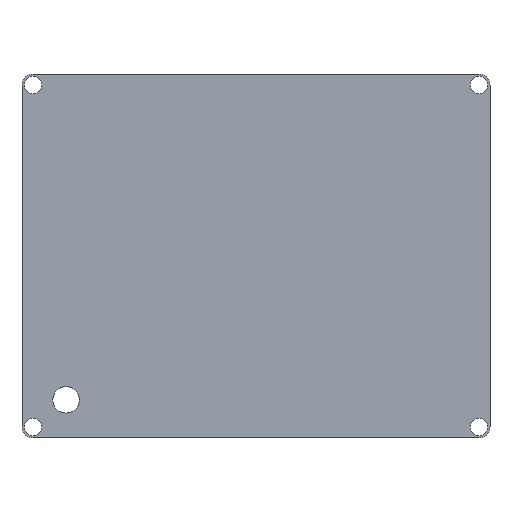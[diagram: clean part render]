
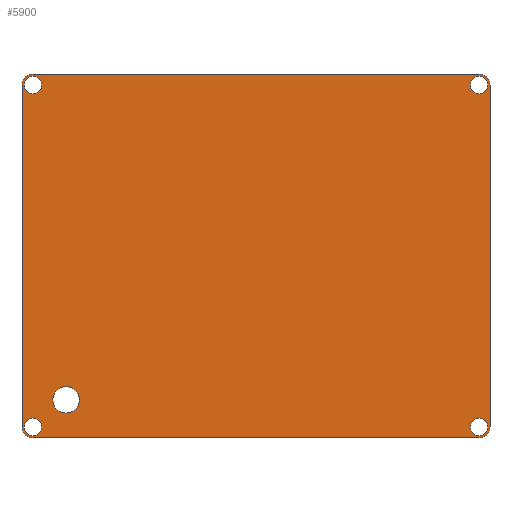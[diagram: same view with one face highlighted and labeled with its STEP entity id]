
A CAD part, front view. The second image highlights one B-rep face of the part: STEP entity #5900.
In plain terms, the highlighted planar face has unit normal (0, -1, 0).
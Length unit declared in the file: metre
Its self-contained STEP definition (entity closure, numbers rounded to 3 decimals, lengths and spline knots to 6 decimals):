
#546=LINE('',#8535,#1097);
#550=LINE('',#8545,#1101);
#553=LINE('',#8553,#1104);
#556=LINE('',#8561,#1107);
#1097=VECTOR('',#6828,1.);
#1101=VECTOR('',#6838,1.);
#1104=VECTOR('',#6847,1.);
#1107=VECTOR('',#6856,1.);
#1833=ORIENTED_EDGE('',*,*,#3643,.T.);
#1834=ORIENTED_EDGE('',*,*,#3644,.T.);
#1835=ORIENTED_EDGE('',*,*,#3645,.T.);
#1836=ORIENTED_EDGE('',*,*,#3646,.T.);
#1837=ORIENTED_EDGE('',*,*,#3647,.T.);
#1838=ORIENTED_EDGE('',*,*,#3627,.T.);
#1839=ORIENTED_EDGE('',*,*,#3642,.F.);
#1840=ORIENTED_EDGE('',*,*,#3640,.F.);
#1841=ORIENTED_EDGE('',*,*,#3638,.F.);
#1842=ORIENTED_EDGE('',*,*,#3636,.F.);
#1843=ORIENTED_EDGE('',*,*,#3634,.F.);
#1844=ORIENTED_EDGE('',*,*,#3632,.T.);
#1845=ORIENTED_EDGE('',*,*,#3630,.F.);
#3627=EDGE_CURVE('',#4540,#4541,#546,.T.);
#3630=EDGE_CURVE('',#4540,#4542,#4944,.T.);
#3632=EDGE_CURVE('',#4543,#4542,#550,.T.);
#3634=EDGE_CURVE('',#4543,#4544,#4945,.T.);
#3636=EDGE_CURVE('',#4544,#4545,#553,.T.);
#3638=EDGE_CURVE('',#4545,#4546,#4946,.T.);
#3640=EDGE_CURVE('',#4546,#4547,#556,.T.);
#3642=EDGE_CURVE('',#4547,#4541,#4947,.T.);
#3643=EDGE_CURVE('',#4548,#4548,#4948,.T.);
#3644=EDGE_CURVE('',#4549,#4549,#4949,.T.);
#3645=EDGE_CURVE('',#4550,#4550,#4950,.T.);
#3646=EDGE_CURVE('',#4551,#4551,#4951,.T.);
#3647=EDGE_CURVE('',#4552,#4552,#4952,.T.);
#4540=VERTEX_POINT('',#8536);
#4541=VERTEX_POINT('',#8537);
#4542=VERTEX_POINT('',#8542);
#4543=VERTEX_POINT('',#8546);
#4544=VERTEX_POINT('',#8550);
#4545=VERTEX_POINT('',#8554);
#4546=VERTEX_POINT('',#8558);
#4547=VERTEX_POINT('',#8562);
#4548=VERTEX_POINT('',#8568);
#4549=VERTEX_POINT('',#8570);
#4550=VERTEX_POINT('',#8572);
#4551=VERTEX_POINT('',#8574);
#4552=VERTEX_POINT('',#8576);
#4944=CIRCLE('',#6301,0.00127);
#4945=CIRCLE('',#6304,0.00127);
#4946=CIRCLE('',#6307,0.00127);
#4947=CIRCLE('',#6310,0.00127);
#4948=CIRCLE('',#6312,0.001524);
#4949=CIRCLE('',#6313,0.001);
#4950=CIRCLE('',#6314,0.001);
#4951=CIRCLE('',#6315,0.001);
#4952=CIRCLE('',#6316,0.001);
#5039=EDGE_LOOP('',(#1833));
#5040=EDGE_LOOP('',(#1834));
#5041=EDGE_LOOP('',(#1835));
#5042=EDGE_LOOP('',(#1836));
#5043=EDGE_LOOP('',(#1837));
#5044=EDGE_LOOP('',(#1838,#1839,#1840,#1841,#1842,#1843,#1844,#1845));
#5406=FACE_BOUND('',#5039,.T.);
#5407=FACE_BOUND('',#5040,.T.);
#5408=FACE_BOUND('',#5041,.T.);
#5409=FACE_BOUND('',#5042,.T.);
#5410=FACE_BOUND('',#5043,.T.);
#5411=FACE_BOUND('',#5044,.T.);
#5747=PLANE('',#6311);
#5900=ADVANCED_FACE('',(#5406,#5407,#5408,#5409,#5410,#5411),#5747,.F.);
#6301=AXIS2_PLACEMENT_3D('',#8541,#6833,#6834);
#6304=AXIS2_PLACEMENT_3D('',#8549,#6842,#6843);
#6307=AXIS2_PLACEMENT_3D('',#8557,#6851,#6852);
#6310=AXIS2_PLACEMENT_3D('',#8565,#6860,#6861);
#6311=AXIS2_PLACEMENT_3D('',#8566,#6862,#6863);
#6312=AXIS2_PLACEMENT_3D('',#8567,#6864,#6865);
#6313=AXIS2_PLACEMENT_3D('',#8569,#6866,#6867);
#6314=AXIS2_PLACEMENT_3D('',#8571,#6868,#6869);
#6315=AXIS2_PLACEMENT_3D('',#8573,#6870,#6871);
#6316=AXIS2_PLACEMENT_3D('',#8575,#6872,#6873);
#6828=DIRECTION('',(0.,0.,1.));
#6833=DIRECTION('',(0.,1.,0.));
#6834=DIRECTION('',(1.,0.,0.));
#6838=DIRECTION('',(1.,0.,0.));
#6842=DIRECTION('',(0.,1.,0.));
#6843=DIRECTION('',(1.,0.,0.));
#6847=DIRECTION('',(0.,0.,1.));
#6851=DIRECTION('',(0.,1.,0.));
#6852=DIRECTION('',(1.,0.,0.));
#6856=DIRECTION('',(1.,0.,0.));
#6860=DIRECTION('',(0.,1.,0.));
#6861=DIRECTION('',(1.,0.,0.));
#6862=DIRECTION('',(0.,1.,0.));
#6863=DIRECTION('',(1.,0.,0.));
#6864=DIRECTION('',(0.,1.,0.));
#6865=DIRECTION('',(1.,0.,0.));
#6866=DIRECTION('',(0.,1.,0.));
#6867=DIRECTION('',(1.,0.,0.));
#6868=DIRECTION('',(0.,1.,0.));
#6869=DIRECTION('',(1.,0.,0.));
#6870=DIRECTION('',(0.,1.,0.));
#6871=DIRECTION('',(1.,0.,0.));
#6872=DIRECTION('',(0.,1.,0.));
#6873=DIRECTION('',(1.,0.,0.));
#8535=CARTESIAN_POINT('',(0.19031,0.01151,0.009921));
#8536=CARTESIAN_POINT('',(0.19031,0.01151,-0.025057));
#8537=CARTESIAN_POINT('',(0.19031,0.01151,0.014298));
#8541=CARTESIAN_POINT('',(0.18904,0.01151,-0.025057));
#8542=CARTESIAN_POINT('',(0.18904,0.01151,-0.026327));
#8545=CARTESIAN_POINT('',(0.163363,0.01151,-0.026327));
#8546=CARTESIAN_POINT('',(0.137685,0.01151,-0.026327));
#8549=CARTESIAN_POINT('',(0.137685,0.01151,-0.025057));
#8550=CARTESIAN_POINT('',(0.136415,0.01151,-0.025057));
#8553=CARTESIAN_POINT('',(0.136415,0.01151,-0.00538));
#8554=CARTESIAN_POINT('',(0.136415,0.01151,0.014298));
#8557=CARTESIAN_POINT('',(0.137685,0.01151,0.014298));
#8558=CARTESIAN_POINT('',(0.137685,0.01151,0.015568));
#8561=CARTESIAN_POINT('',(0.163363,0.01151,0.015568));
#8562=CARTESIAN_POINT('',(0.18904,0.01151,0.015568));
#8565=CARTESIAN_POINT('',(0.18904,0.01151,0.014298));
#8566=CARTESIAN_POINT('',(0.163363,0.01151,-0.00538));
#8567=CARTESIAN_POINT('',(0.14149,0.01151,-0.021947));
#8568=CARTESIAN_POINT('',(0.143014,0.01151,-0.021947));
#8569=CARTESIAN_POINT('',(0.137685,0.01151,0.014298));
#8570=CARTESIAN_POINT('',(0.138685,0.01151,0.014298));
#8571=CARTESIAN_POINT('',(0.18904,0.01151,0.014298));
#8572=CARTESIAN_POINT('',(0.19004,0.01151,0.014298));
#8573=CARTESIAN_POINT('',(0.18904,0.01151,-0.025057));
#8574=CARTESIAN_POINT('',(0.19004,0.01151,-0.025057));
#8575=CARTESIAN_POINT('',(0.137685,0.01151,-0.025057));
#8576=CARTESIAN_POINT('',(0.138685,0.01151,-0.025057));
